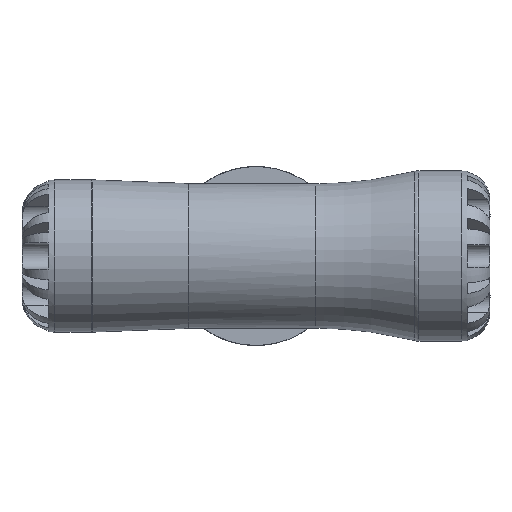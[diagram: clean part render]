
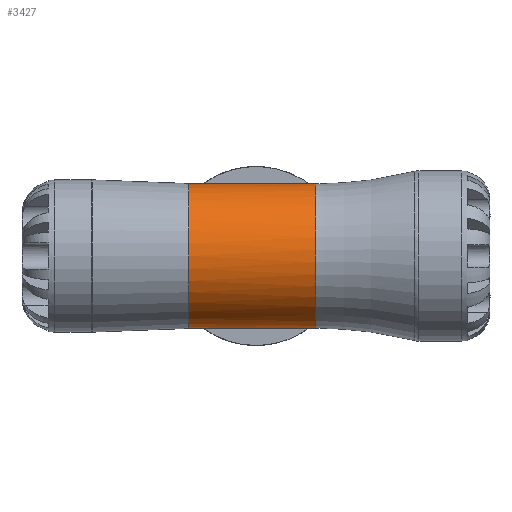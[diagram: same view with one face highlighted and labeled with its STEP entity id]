
A CAD part, front view. The second image highlights one B-rep face of the part: STEP entity #3427.
In plain terms, the highlighted cylindrical face has radius 19.975 mm (diameter 39.95 mm), a partial arc.
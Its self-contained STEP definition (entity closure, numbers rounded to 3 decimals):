
#597=CYLINDRICAL_SURFACE('',#3635,19.975);
#676=B_SPLINE_CURVE_WITH_KNOTS('',3,(#5016,#5017,#5018,#5019,#5020,#5021,
#5022,#5023,#5024,#5025,#5026,#5027,#5028,#5029,#5030,#5031,#5032,#5033,
#5034,#5035,#5036,#5037,#5038,#5039,#5040,#5041,#5042,#5043,#5044,#5045,
#5046,#5047,#5048,#5049),.UNSPECIFIED.,.F.,.F.,(4,2,2,2,2,2,2,2,2,2,2,2,
2,2,2,2,4),(3.589,3.639,4.022,4.406,
4.789,5.219,5.65,6.08,6.295,
6.51,6.725,6.94,7.37,7.8,
8.23,8.614,8.821),.UNSPECIFIED.);
#677=B_SPLINE_CURVE_WITH_KNOTS('',3,(#5052,#5053,#5054,#5055,#5056,#5057,
#5058,#5059,#5060,#5061,#5062,#5063,#5064,#5065,#5066,#5067,#5068,#5069,
#5070,#5071,#5072,#5073,#5074,#5075,#5076,#5077,#5078,#5079,#5080,#5081,
#5082,#5083,#5084,#5085,#5086),.UNSPECIFIED.,.F.,.F.,(4,2,2,2,2,2,2,3,2,
2,2,2,2,2,2,2,4),(-2.311,-2.104,-1.721,
-1.29,-0.86,-0.43,-0.215,
0.,0.215,0.43,0.86,1.29,
1.721,2.104,2.488,2.871,2.921),
 .UNSPECIFIED.);
#776=FACE_OUTER_BOUND('',#981,.T.);
#981=EDGE_LOOP('',(#2215,#2216,#2217,#2218));
#1212=CIRCLE('',#3634,19.975);
#1213=CIRCLE('',#3636,19.975);
#1387=VERTEX_POINT('',#4985);
#1388=VERTEX_POINT('',#4986);
#1389=VERTEX_POINT('',#5015);
#1390=VERTEX_POINT('',#5050);
#1713=EDGE_CURVE('',#1387,#1388,#1212,.T.);
#1714=EDGE_CURVE('',#1389,#1387,#676,.T.);
#1715=EDGE_CURVE('',#1389,#1390,#1213,.T.);
#1716=EDGE_CURVE('',#1388,#1390,#677,.T.);
#2215=ORIENTED_EDGE('',*,*,#1714,.F.);
#2216=ORIENTED_EDGE('',*,*,#1715,.T.);
#2217=ORIENTED_EDGE('',*,*,#1716,.F.);
#2218=ORIENTED_EDGE('',*,*,#1713,.F.);
#3427=ADVANCED_FACE('',(#776),#597,.T.);
#3634=AXIS2_PLACEMENT_3D('',#5013,#4017,#4018);
#3635=AXIS2_PLACEMENT_3D('',#5014,#4019,#4020);
#3636=AXIS2_PLACEMENT_3D('',#5051,#4021,#4022);
#4017=DIRECTION('center_axis',(1.,0.,0.));
#4018=DIRECTION('ref_axis',(0.,0.,-1.));
#4019=DIRECTION('center_axis',(1.,0.,0.));
#4020=DIRECTION('ref_axis',(0.,1.,0.));
#4021=DIRECTION('center_axis',(1.,0.,0.));
#4022=DIRECTION('ref_axis',(0.,0.,-1.));
#4985=CARTESIAN_POINT('',(16.5,17.827,9.011));
#4986=CARTESIAN_POINT('',(16.5,17.827,-9.011));
#5013=CARTESIAN_POINT('Origin',(16.5,0.,0.));
#5014=CARTESIAN_POINT('Origin',(8.25,0.,0.));
#5015=CARTESIAN_POINT('',(-18.5,19.693,3.345));
#5016=CARTESIAN_POINT('Ctrl Pts',(-18.5,19.693,3.345));
#5017=CARTESIAN_POINT('Ctrl Pts',(-18.471,19.665,3.508));
#5018=CARTESIAN_POINT('Ctrl Pts',(-18.439,19.636,3.671));
#5019=CARTESIAN_POINT('Ctrl Pts',(-18.143,19.358,5.092));
#5020=CARTESIAN_POINT('Ctrl Pts',(-17.751,18.99,6.318));
#5021=CARTESIAN_POINT('Ctrl Pts',(-16.755,18.063,8.618));
#5022=CARTESIAN_POINT('Ctrl Pts',(-16.151,17.502,9.696));
#5023=CARTESIAN_POINT('Ctrl Pts',(-14.802,16.266,11.651));
#5024=CARTESIAN_POINT('Ctrl Pts',(-14.058,15.591,12.529));
#5025=CARTESIAN_POINT('Ctrl Pts',(-12.436,14.144,14.151));
#5026=CARTESIAN_POINT('Ctrl Pts',(-11.489,13.314,14.93));
#5027=CARTESIAN_POINT('Ctrl Pts',(-9.475,11.621,16.283));
#5028=CARTESIAN_POINT('Ctrl Pts',(-8.408,10.756,16.858));
#5029=CARTESIAN_POINT('Ctrl Pts',(-6.198,9.133,17.789));
#5030=CARTESIAN_POINT('Ctrl Pts',(-5.066,8.376,18.146));
#5031=CARTESIAN_POINT('Ctrl Pts',(-3.277,7.485,18.522));
#5032=CARTESIAN_POINT('Ctrl Pts',(-2.666,7.231,18.621));
#5033=CARTESIAN_POINT('Ctrl Pts',(-1.386,6.863,18.76));
#5034=CARTESIAN_POINT('Ctrl Pts',(-0.717,6.75,18.8));
#5035=CARTESIAN_POINT('Ctrl Pts',(0.717,6.75,18.8));
#5036=CARTESIAN_POINT('Ctrl Pts',(1.386,6.863,18.76));
#5037=CARTESIAN_POINT('Ctrl Pts',(2.666,7.231,18.621));
#5038=CARTESIAN_POINT('Ctrl Pts',(3.277,7.485,18.522));
#5039=CARTESIAN_POINT('Ctrl Pts',(5.066,8.376,18.146));
#5040=CARTESIAN_POINT('Ctrl Pts',(6.198,9.133,17.789));
#5041=CARTESIAN_POINT('Ctrl Pts',(8.408,10.756,16.858));
#5042=CARTESIAN_POINT('Ctrl Pts',(9.475,11.621,16.283));
#5043=CARTESIAN_POINT('Ctrl Pts',(11.489,13.314,14.93));
#5044=CARTESIAN_POINT('Ctrl Pts',(12.436,14.144,14.151));
#5045=CARTESIAN_POINT('Ctrl Pts',(14.058,15.591,12.529));
#5046=CARTESIAN_POINT('Ctrl Pts',(14.802,16.266,11.651));
#5047=CARTESIAN_POINT('Ctrl Pts',(15.84,17.217,10.147));
#5048=CARTESIAN_POINT('Ctrl Pts',(16.183,17.534,9.591));
#5049=CARTESIAN_POINT('Ctrl Pts',(16.5,17.827,9.011));
#5050=CARTESIAN_POINT('',(-18.5,19.693,-3.345));
#5051=CARTESIAN_POINT('Origin',(-18.5,0.,0.));
#5052=CARTESIAN_POINT('Ctrl Pts',(16.5,17.827,-9.011));
#5053=CARTESIAN_POINT('Ctrl Pts',(16.183,17.534,-9.591));
#5054=CARTESIAN_POINT('Ctrl Pts',(15.84,17.217,-10.147));
#5055=CARTESIAN_POINT('Ctrl Pts',(14.802,16.266,-11.651));
#5056=CARTESIAN_POINT('Ctrl Pts',(14.058,15.591,-12.529));
#5057=CARTESIAN_POINT('Ctrl Pts',(12.436,14.144,-14.151));
#5058=CARTESIAN_POINT('Ctrl Pts',(11.489,13.314,-14.93));
#5059=CARTESIAN_POINT('Ctrl Pts',(9.475,11.621,-16.283));
#5060=CARTESIAN_POINT('Ctrl Pts',(8.408,10.756,-16.858));
#5061=CARTESIAN_POINT('Ctrl Pts',(6.198,9.133,-17.789));
#5062=CARTESIAN_POINT('Ctrl Pts',(5.066,8.376,-18.146));
#5063=CARTESIAN_POINT('Ctrl Pts',(3.277,7.485,-18.522));
#5064=CARTESIAN_POINT('Ctrl Pts',(2.666,7.231,-18.621));
#5065=CARTESIAN_POINT('Ctrl Pts',(1.386,6.863,-18.76));
#5066=CARTESIAN_POINT('Ctrl Pts',(0.717,6.75,-18.8));
#5067=CARTESIAN_POINT('Ctrl Pts',(0.,6.75,-18.8));
#5068=CARTESIAN_POINT('Ctrl Pts',(-0.717,6.75,-18.8));
#5069=CARTESIAN_POINT('Ctrl Pts',(-1.386,6.863,-18.76));
#5070=CARTESIAN_POINT('Ctrl Pts',(-2.666,7.231,-18.621));
#5071=CARTESIAN_POINT('Ctrl Pts',(-3.277,7.485,-18.522));
#5072=CARTESIAN_POINT('Ctrl Pts',(-5.066,8.376,-18.146));
#5073=CARTESIAN_POINT('Ctrl Pts',(-6.198,9.133,-17.789));
#5074=CARTESIAN_POINT('Ctrl Pts',(-8.408,10.756,-16.858));
#5075=CARTESIAN_POINT('Ctrl Pts',(-9.475,11.621,-16.283));
#5076=CARTESIAN_POINT('Ctrl Pts',(-11.489,13.314,-14.93));
#5077=CARTESIAN_POINT('Ctrl Pts',(-12.436,14.144,-14.151));
#5078=CARTESIAN_POINT('Ctrl Pts',(-14.058,15.591,-12.529));
#5079=CARTESIAN_POINT('Ctrl Pts',(-14.802,16.266,-11.651));
#5080=CARTESIAN_POINT('Ctrl Pts',(-16.151,17.502,-9.696));
#5081=CARTESIAN_POINT('Ctrl Pts',(-16.755,18.063,-8.618));
#5082=CARTESIAN_POINT('Ctrl Pts',(-17.751,18.99,-6.318));
#5083=CARTESIAN_POINT('Ctrl Pts',(-18.143,19.358,-5.092));
#5084=CARTESIAN_POINT('Ctrl Pts',(-18.439,19.636,-3.671));
#5085=CARTESIAN_POINT('Ctrl Pts',(-18.471,19.665,-3.508));
#5086=CARTESIAN_POINT('Ctrl Pts',(-18.5,19.693,-3.345));
